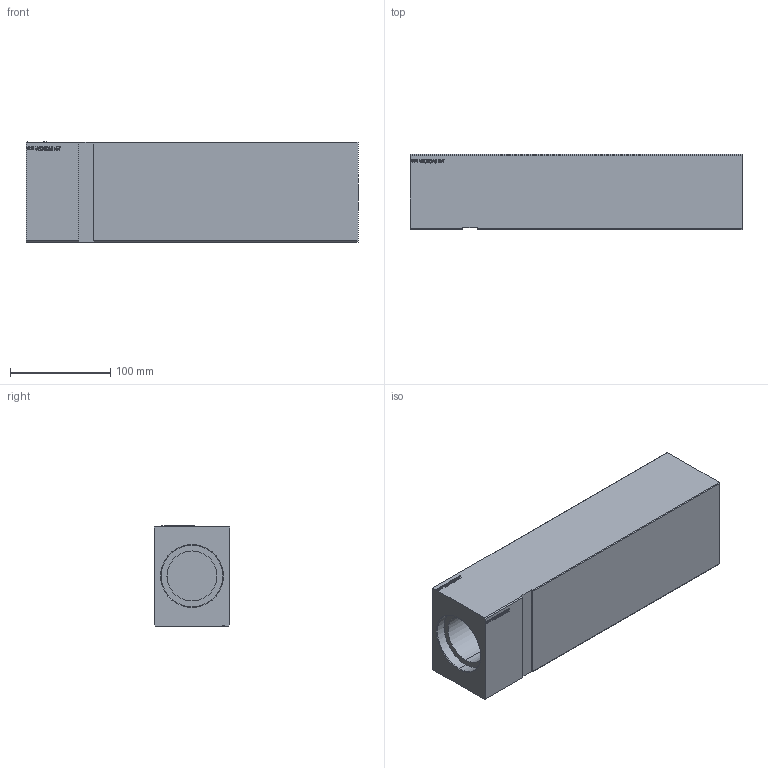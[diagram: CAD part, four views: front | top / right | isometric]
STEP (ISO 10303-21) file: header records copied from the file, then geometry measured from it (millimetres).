
FILE_DESCRIPTION (( 'STEP AP203' ), '1' );
FILE_NAME ('e28e.STEP', '2024-02-11T11:11:48', ( '' ), ( '' ), 'SwSTEP 2.0', 'SolidWorks 2019', '' );
FILE_SCHEMA (( 'CONFIG_CONTROL_DESIGN' ));
Products named in the file (1): e28e
Bounding box: 332 x 75 x 100 mm (x, y, z)
Volume: 1850799.6 mm3; surface area: 182644.4 mm2
Topology: 1 solids, 1 shells, 799 faces, 2068 edges, 1378 vertices
Faces by surface type: plane 395, bspline 380, cylinder 22, cone 2
Entity records: 41785 total; most frequent: CARTESIAN_POINT 24722, ORIENTED_EDGE 4136, DIRECTION 2194, EDGE_CURVE 2068, VERTEX_POINT 1378, VECTOR 1262, LINE 1262, EDGE_LOOP 906
